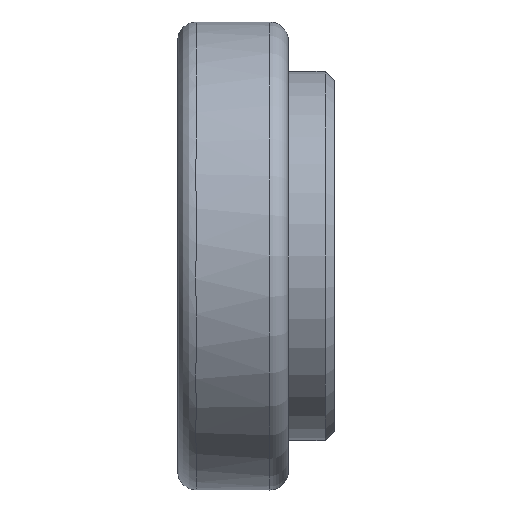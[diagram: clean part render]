
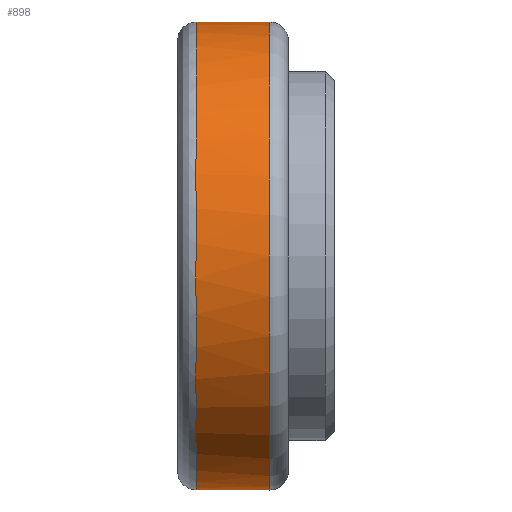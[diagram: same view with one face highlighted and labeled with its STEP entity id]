
A CAD part, left-side view. The second image highlights one B-rep face of the part: STEP entity #898.
In plain terms, the highlighted cylindrical face has radius 25.35 mm (diameter 50.7 mm), a partial arc.
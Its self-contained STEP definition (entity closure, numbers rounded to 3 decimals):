
#30 = CARTESIAN_POINT ( 'NONE',  ( -1.659, 15., -25.35 ) ) ;
#347 = CARTESIAN_POINT ( 'NONE',  ( -3.318, 15., 25.187 ) ) ;
#364 = CARTESIAN_POINT ( 'NONE',  ( -25.35, 15., -1.659 ) ) ;
#396 = CARTESIAN_POINT ( 'NONE',  ( -8.168, 15., -24.055 ) ) ;
#412 = CARTESIAN_POINT ( 'NONE',  ( -22., 15., -12.704 ) ) ;
#642 = VECTOR ( 'NONE', #2873, 1000. ) ;
#643 = EDGE_CURVE ( 'NONE', #4857, #2088, #4423, .T. ) ;
#698 = DIRECTION ( 'NONE',  ( 0., -1., 0. ) ) ;
#803 = DIRECTION ( 'NONE',  ( 0., 1., 0. ) ) ;
#838 = CARTESIAN_POINT ( 'NONE',  ( -3.318, 15., -25.187 ) ) ;
#855 = CARTESIAN_POINT ( 'NONE',  ( -24.539, 15., -6.573 ) ) ;
#898 = ADVANCED_FACE ( 'NONE', ( #2928 ), #4752, .T. ) ;
#1039 = ORIENTED_EDGE ( 'NONE', *, *, #2124, .F. ) ;
#1054 = AXIS2_PLACEMENT_3D ( 'NONE', #1227, #803, #4157 ) ;
#1133 = CARTESIAN_POINT ( 'NONE',  ( -1.659, 15., 25.35 ) ) ;
#1227 = CARTESIAN_POINT ( 'NONE',  ( 0., 7., 0. ) ) ;
#1432 = CARTESIAN_POINT ( 'NONE',  ( 0., 7., -25.35 ) ) ;
#1590 = AXIS2_PLACEMENT_3D ( 'NONE', #2788, #3215, #2352 ) ;
#1614 = CARTESIAN_POINT ( 'NONE',  ( -22., 15., 12.704 ) ) ;
#1958 = LINE ( 'NONE', #4495, #642 ) ;
#1985 = CARTESIAN_POINT ( 'NONE',  ( -8.168, 15., 24.055 ) ) ;
#2004 = CARTESIAN_POINT ( 'NONE',  ( -24.539, 15., 6.573 ) ) ;
#2023 = CARTESIAN_POINT ( 'NONE',  ( -19.098, 15., 16.752 ) ) ;
#2088 = VERTEX_POINT ( 'NONE', #4306 ) ;
#2100 = CARTESIAN_POINT ( 'NONE',  ( -16.752, 15., -19.098 ) ) ;
#2116 = CARTESIAN_POINT ( 'NONE',  ( -20.156, 15., -15.463 ) ) ;
#2124 = EDGE_CURVE ( 'NONE', #4857, #2843, #4748, .T. ) ;
#2129 = CARTESIAN_POINT ( 'NONE',  ( -22.785, 15., -11.234 ) ) ;
#2150 = VECTOR ( 'NONE', #698, 1000. ) ;
#2352 = DIRECTION ( 'NONE',  ( 0., 0., -1. ) ) ;
#2435 = EDGE_LOOP ( 'NONE', ( #1039, #4557, #2724, #2891 ) ) ;
#2464 = CARTESIAN_POINT ( 'NONE',  ( -12.704, 15., 22. ) ) ;
#2486 = CARTESIAN_POINT ( 'NONE',  ( -12.704, 15., -22. ) ) ;
#2507 = EDGE_CURVE ( 'NONE', #2088, #4661, #1958, .T. ) ;
#2552 = CARTESIAN_POINT ( 'NONE',  ( -15.463, 15., -20.156 ) ) ;
#2724 = ORIENTED_EDGE ( 'NONE', *, *, #2507, .T. ) ;
#2788 = CARTESIAN_POINT ( 'NONE',  ( 0., 17., 0. ) ) ;
#2798 = CARTESIAN_POINT ( 'NONE',  ( 0., 17., 25.35 ) ) ;
#2843 = VERTEX_POINT ( 'NONE', #4251 ) ;
#2873 = DIRECTION ( 'NONE',  ( 0., -1., 0. ) ) ;
#2891 = ORIENTED_EDGE ( 'NONE', *, *, #4814, .T. ) ;
#2928 = FACE_OUTER_BOUND ( 'NONE', #2435, .T. ) ;
#3215 = DIRECTION ( 'NONE',  ( 0., -1., 0. ) ) ;
#3223 = CARTESIAN_POINT ( 'NONE',  ( -20.156, 15., 15.463 ) ) ;
#3243 = CARTESIAN_POINT ( 'NONE',  ( -11.234, 15., 22.785 ) ) ;
#3701 = CARTESIAN_POINT ( 'NONE',  ( -25.187, 15., -3.318 ) ) ;
#3731 = CARTESIAN_POINT ( 'NONE',  ( -19.098, 15., -16.752 ) ) ;
#3750 = CARTESIAN_POINT ( 'NONE',  ( 0., 15., -25.35 ) ) ;
#4055 = CARTESIAN_POINT ( 'NONE',  ( -6.573, 15., 24.539 ) ) ;
#4071 = CARTESIAN_POINT ( 'NONE',  ( -24.055, 15., 8.168 ) ) ;
#4120 = CARTESIAN_POINT ( 'NONE',  ( -16.752, 15., 19.098 ) ) ;
#4157 = DIRECTION ( 'NONE',  ( 0., 0., -1. ) ) ;
#4211 = CARTESIAN_POINT ( 'NONE',  ( 0., 15., 25.35 ) ) ;
#4251 = CARTESIAN_POINT ( 'NONE',  ( 0., 7., 25.35 ) ) ;
#4306 = CARTESIAN_POINT ( 'NONE',  ( 0., 15., -25.35 ) ) ;
#4423 = B_SPLINE_CURVE_WITH_KNOTS ( 'NONE', 3,
 ( #4517, #1133, #347, #4055, #1985, #3243, #2464, #4897, #4120, #2023, #3223, #1614, #4532, #4071, #2004, #4957, #5372, #364, #3701, #855, #4595, #2129, #412, #2116, #3731, #2100, #2552, #2486, #5421, #396, #5385, #838, #30, #3750 ),
 .UNSPECIFIED., .F., .F.,
 ( 4, 2, 2, 2, 2, 2, 2, 2, 2, 2, 2, 2, 2, 2, 2, 2, 4 ),
 ( 0.089, 0.14, 0.192, 0.243, 0.294, 0.346, 0.397, 0.449, 0.5, 0.551, 0.603, 0.654, 0.706, 0.757, 0.808, 0.86, 0.911 ),
 .UNSPECIFIED. ) ;
#4495 = CARTESIAN_POINT ( 'NONE',  ( 0., 17., -25.35 ) ) ;
#4517 = CARTESIAN_POINT ( 'NONE',  ( 0., 15., 25.35 ) ) ;
#4532 = CARTESIAN_POINT ( 'NONE',  ( -22.785, 15., 11.234 ) ) ;
#4557 = ORIENTED_EDGE ( 'NONE', *, *, #643, .T. ) ;
#4595 = CARTESIAN_POINT ( 'NONE',  ( -24.055, 15., -8.168 ) ) ;
#4661 = VERTEX_POINT ( 'NONE', #1432 ) ;
#4729 = CIRCLE ( 'NONE', #1054, 25.35 ) ;
#4748 = LINE ( 'NONE', #2798, #2150 ) ;
#4752 = CYLINDRICAL_SURFACE ( 'NONE', #1590, 25.35 ) ;
#4814 = EDGE_CURVE ( 'NONE', #4661, #2843, #4729, .T. ) ;
#4857 = VERTEX_POINT ( 'NONE', #4211 ) ;
#4897 = CARTESIAN_POINT ( 'NONE',  ( -15.463, 15., 20.156 ) ) ;
#4957 = CARTESIAN_POINT ( 'NONE',  ( -25.187, 15., 3.318 ) ) ;
#5372 = CARTESIAN_POINT ( 'NONE',  ( -25.35, 15., 1.659 ) ) ;
#5385 = CARTESIAN_POINT ( 'NONE',  ( -6.573, 15., -24.539 ) ) ;
#5421 = CARTESIAN_POINT ( 'NONE',  ( -11.234, 15., -22.785 ) ) ;
